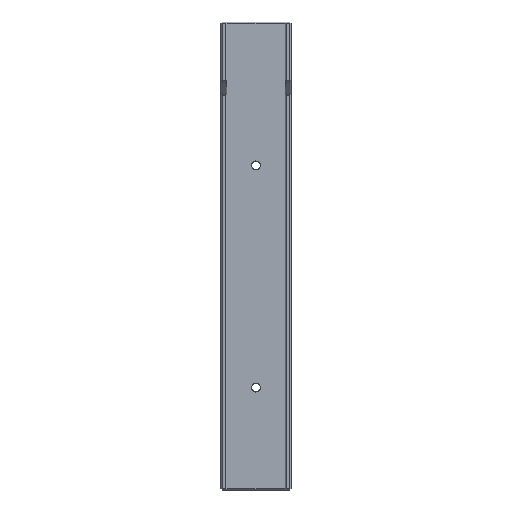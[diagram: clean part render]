
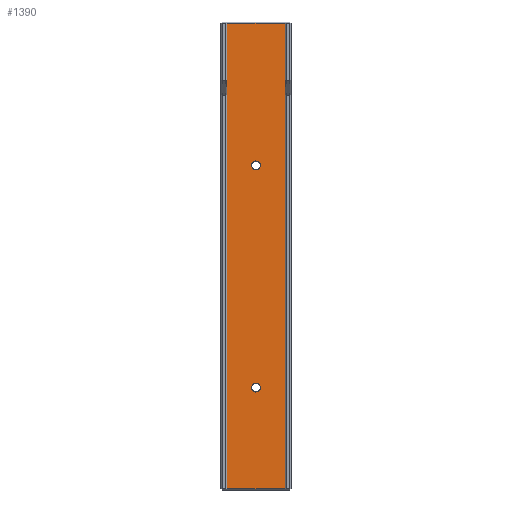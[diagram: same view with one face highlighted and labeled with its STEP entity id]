
A CAD part, top view. The second image highlights one B-rep face of the part: STEP entity #1390.
In plain terms, the highlighted planar face has unit normal (0, 0, 1).
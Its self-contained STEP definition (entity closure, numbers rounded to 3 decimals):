
#38 = CARTESIAN_POINT ( 'NONE',  ( 8.5, 111., 3. ) ) ;
#39 = CIRCLE ( 'NONE', #222, 1.5 ) ;
#79 = EDGE_CURVE ( 'NONE', #1077, #1367, #1205, .T. ) ;
#90 = LINE ( 'NONE', #704, #253 ) ;
#115 = CARTESIAN_POINT ( 'NONE',  ( 0., 0., 3. ) ) ;
#121 = CIRCLE ( 'NONE', #676, 1.5 ) ;
#122 = DIRECTION ( 'NONE',  ( 0., 1., 0. ) ) ;
#160 = ORIENTED_EDGE ( 'NONE', *, *, #946, .F. ) ;
#161 = CARTESIAN_POINT ( 'NONE',  ( 10., 111., 3. ) ) ;
#166 = CARTESIAN_POINT ( 'NONE',  ( 8.5, 35., 3. ) ) ;
#179 = CARTESIAN_POINT ( 'NONE',  ( 10., 35., 3. ) ) ;
#188 = CARTESIAN_POINT ( 'NONE',  ( 10., 111., 3. ) ) ;
#222 = AXIS2_PLACEMENT_3D ( 'NONE', #1522, #600, #1517 ) ;
#225 = EDGE_CURVE ( 'NONE', #429, #1304, #121, .T. ) ;
#239 = DIRECTION ( 'NONE',  ( -1., 0., 0. ) ) ;
#243 = ORIENTED_EDGE ( 'NONE', *, *, #419, .T. ) ;
#253 = VECTOR ( 'NONE', #1543, 1000. ) ;
#254 = CARTESIAN_POINT ( 'NONE',  ( 20., 0., 3. ) ) ;
#272 = CARTESIAN_POINT ( 'NONE',  ( 0., 0.4, 3. ) ) ;
#303 = DIRECTION ( 'NONE',  ( 1., 0., 0. ) ) ;
#350 = EDGE_CURVE ( 'NONE', #1290, #1318, #39, .T. ) ;
#360 = CARTESIAN_POINT ( 'NONE',  ( 20., 0.4, 3. ) ) ;
#371 = DIRECTION ( 'NONE',  ( -1., 0., 0. ) ) ;
#380 = LINE ( 'NONE', #254, #728 ) ;
#407 = AXIS2_PLACEMENT_3D ( 'NONE', #179, #1372, #771 ) ;
#408 = VECTOR ( 'NONE', #603, 1000. ) ;
#419 = EDGE_CURVE ( 'NONE', #1341, #1077, #380, .T. ) ;
#429 = VERTEX_POINT ( 'NONE', #1214 ) ;
#471 = FACE_OUTER_BOUND ( 'NONE', #594, .T. ) ;
#497 = ORIENTED_EDGE ( 'NONE', *, *, #350, .F. ) ;
#561 = ORIENTED_EDGE ( 'NONE', *, *, #990, .F. ) ;
#594 = EDGE_LOOP ( 'NONE', ( #720, #1494, #243, #894 ) ) ;
#600 = DIRECTION ( 'NONE',  ( 0., 0., 1. ) ) ;
#603 = DIRECTION ( 'NONE',  ( 0., -1., 0. ) ) ;
#648 = EDGE_LOOP ( 'NONE', ( #497, #561 ) ) ;
#676 = AXIS2_PLACEMENT_3D ( 'NONE', #188, #897, #303 ) ;
#678 = CIRCLE ( 'NONE', #831, 1.5 ) ;
#691 = FACE_BOUND ( 'NONE', #648, .T. ) ;
#704 = CARTESIAN_POINT ( 'NONE',  ( 0., 0.4, 3. ) ) ;
#717 = LINE ( 'NONE', #115, #408 ) ;
#720 = ORIENTED_EDGE ( 'NONE', *, *, #1156, .T. ) ;
#723 = EDGE_CURVE ( 'NONE', #1220, #1341, #90, .T. ) ;
#728 = VECTOR ( 'NONE', #122, 1000. ) ;
#771 = DIRECTION ( 'NONE',  ( 1., 0., 0. ) ) ;
#823 = CARTESIAN_POINT ( 'NONE',  ( 0., 159.6, 3. ) ) ;
#831 = AXIS2_PLACEMENT_3D ( 'NONE', #161, #1378, #1289 ) ;
#882 = CIRCLE ( 'NONE', #407, 1.5 ) ;
#894 = ORIENTED_EDGE ( 'NONE', *, *, #79, .T. ) ;
#897 = DIRECTION ( 'NONE',  ( 0., 0., 1. ) ) ;
#922 = VECTOR ( 'NONE', #371, 1000. ) ;
#928 = AXIS2_PLACEMENT_3D ( 'NONE', #1176, #1412, #239 ) ;
#946 = EDGE_CURVE ( 'NONE', #1304, #429, #678, .T. ) ;
#955 = PLANE ( 'NONE',  #928 ) ;
#990 = EDGE_CURVE ( 'NONE', #1318, #1290, #882, .T. ) ;
#1077 = VERTEX_POINT ( 'NONE', #1082 ) ;
#1082 = CARTESIAN_POINT ( 'NONE',  ( 20., 159.6, 3. ) ) ;
#1116 = CARTESIAN_POINT ( 'NONE',  ( 0., 159.6, 3. ) ) ;
#1156 = EDGE_CURVE ( 'NONE', #1367, #1220, #717, .T. ) ;
#1176 = CARTESIAN_POINT ( 'NONE',  ( 0., 0., 3. ) ) ;
#1205 = LINE ( 'NONE', #1116, #922 ) ;
#1214 = CARTESIAN_POINT ( 'NONE',  ( 11.5, 111., 3. ) ) ;
#1220 = VERTEX_POINT ( 'NONE', #272 ) ;
#1233 = ORIENTED_EDGE ( 'NONE', *, *, #225, .F. ) ;
#1255 = CARTESIAN_POINT ( 'NONE',  ( 11.5, 35., 3. ) ) ;
#1277 = EDGE_LOOP ( 'NONE', ( #160, #1233 ) ) ;
#1289 = DIRECTION ( 'NONE',  ( 1., 0., 0. ) ) ;
#1290 = VERTEX_POINT ( 'NONE', #166 ) ;
#1304 = VERTEX_POINT ( 'NONE', #38 ) ;
#1318 = VERTEX_POINT ( 'NONE', #1255 ) ;
#1341 = VERTEX_POINT ( 'NONE', #360 ) ;
#1367 = VERTEX_POINT ( 'NONE', #823 ) ;
#1372 = DIRECTION ( 'NONE',  ( 0., 0., 1. ) ) ;
#1378 = DIRECTION ( 'NONE',  ( 0., 0., 1. ) ) ;
#1390 = ADVANCED_FACE ( 'NONE', ( #471, #691, #1427 ), #955, .F. ) ;
#1412 = DIRECTION ( 'NONE',  ( 0., 0., -1. ) ) ;
#1427 = FACE_BOUND ( 'NONE', #1277, .T. ) ;
#1494 = ORIENTED_EDGE ( 'NONE', *, *, #723, .T. ) ;
#1517 = DIRECTION ( 'NONE',  ( 1., 0., 0. ) ) ;
#1522 = CARTESIAN_POINT ( 'NONE',  ( 10., 35., 3. ) ) ;
#1543 = DIRECTION ( 'NONE',  ( 1., 0., 0. ) ) ;
